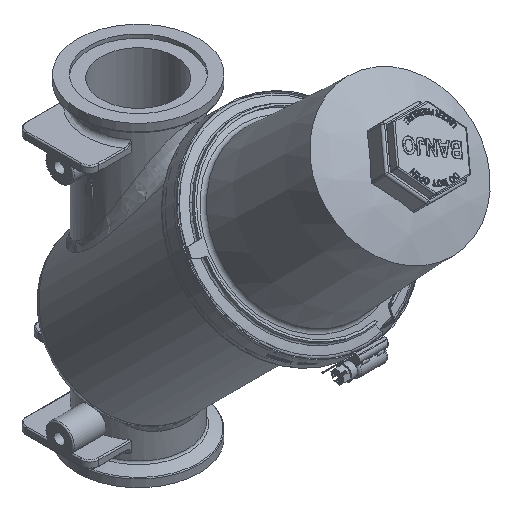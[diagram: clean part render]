
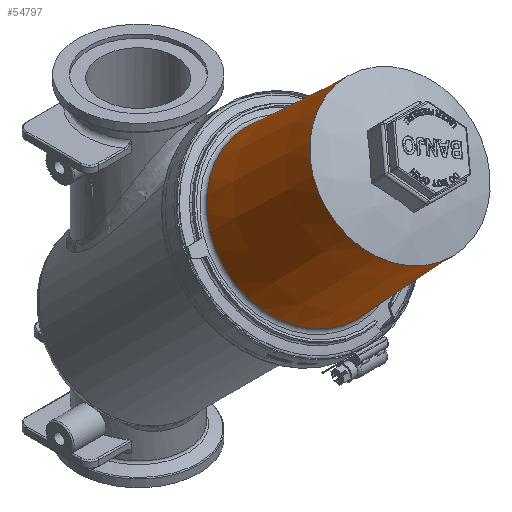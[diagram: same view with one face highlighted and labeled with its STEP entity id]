
A CAD part, isometric view. The second image highlights one B-rep face of the part: STEP entity #54797.
In plain terms, the highlighted conical face has half-angle 2 degrees and reference radius 52.103 mm.
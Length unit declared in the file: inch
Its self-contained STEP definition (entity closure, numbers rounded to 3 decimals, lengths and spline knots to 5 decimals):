
#1798=CONICAL_SURFACE('',#58614,2.05128,0.035);
#6922=CIRCLE('',#58607,2.11462);
#6923=CIRCLE('',#58608,2.11462);
#6928=CIRCLE('',#58613,2.11462);
#6929=CIRCLE('',#58615,1.985);
#6930=CIRCLE('',#58616,1.985);
#9946=FACE_OUTER_BOUND('',#13190,.T.);
#13190=EDGE_LOOP('',(#48091,#48092,#48093,#48094,#48095,#48096,#48097));
#16513=LINE('',#228561,#20129);
#20129=VECTOR('',#67959,2.05128);
#25921=VERTEX_POINT('',#228546);
#25922=VERTEX_POINT('',#228547);
#25923=VERTEX_POINT('',#228549);
#25927=VERTEX_POINT('',#228560);
#25928=VERTEX_POINT('',#228562);
#33466=EDGE_CURVE('',#25921,#25922,#6922,.T.);
#33467=EDGE_CURVE('',#25922,#25923,#6923,.T.);
#33472=EDGE_CURVE('',#25923,#25921,#6928,.T.);
#33473=EDGE_CURVE('',#25922,#25927,#16513,.T.);
#33474=EDGE_CURVE('',#25927,#25928,#6929,.T.);
#33475=EDGE_CURVE('',#25928,#25927,#6930,.T.);
#48091=ORIENTED_EDGE('',*,*,#33466,.F.);
#48092=ORIENTED_EDGE('',*,*,#33472,.F.);
#48093=ORIENTED_EDGE('',*,*,#33467,.F.);
#48094=ORIENTED_EDGE('',*,*,#33473,.T.);
#48095=ORIENTED_EDGE('',*,*,#33474,.T.);
#48096=ORIENTED_EDGE('',*,*,#33475,.T.);
#48097=ORIENTED_EDGE('',*,*,#33473,.F.);
#54797=ADVANCED_FACE('',(#9946),#1798,.T.);
#58607=AXIS2_PLACEMENT_3D('',#228548,#67943,#67944);
#58608=AXIS2_PLACEMENT_3D('',#228550,#67945,#67946);
#58613=AXIS2_PLACEMENT_3D('',#228558,#67955,#67956);
#58614=AXIS2_PLACEMENT_3D('',#228559,#67957,#67958);
#58615=AXIS2_PLACEMENT_3D('',#228563,#67960,#67961);
#58616=AXIS2_PLACEMENT_3D('',#228564,#67962,#67963);
#67943=DIRECTION('center_axis',(0.,1.,0.));
#67944=DIRECTION('ref_axis',(1.,0.,0.));
#67945=DIRECTION('center_axis',(0.,1.,0.));
#67946=DIRECTION('ref_axis',(1.,0.,0.));
#67955=DIRECTION('center_axis',(0.,1.,0.));
#67956=DIRECTION('ref_axis',(1.,0.,0.));
#67957=DIRECTION('center_axis',(0.,1.,0.));
#67958=DIRECTION('ref_axis',(-1.,0.,0.));
#67959=DIRECTION('',(-0.035,-0.999,0.));
#67960=DIRECTION('center_axis',(0.,1.,0.));
#67961=DIRECTION('ref_axis',(1.,0.,0.));
#67962=DIRECTION('center_axis',(0.,1.,0.));
#67963=DIRECTION('ref_axis',(1.,0.,0.));
#228546=CARTESIAN_POINT('',(-2.11462,4.64998,0.));
#228547=CARTESIAN_POINT('',(2.11462,4.64998,0.));
#228548=CARTESIAN_POINT('Origin',(0.,4.64998,0.));
#228549=CARTESIAN_POINT('',(0.,4.64998,-2.11462));
#228550=CARTESIAN_POINT('Origin',(0.,4.64998,0.));
#228558=CARTESIAN_POINT('Origin',(0.,4.64998,0.));
#228559=CARTESIAN_POINT('Origin',(0.,2.83614,0.));
#228560=CARTESIAN_POINT('',(1.985,0.93803,0.));
#228561=CARTESIAN_POINT('',(2.05128,2.83614,0.));
#228562=CARTESIAN_POINT('',(-1.985,0.93803,0.));
#228563=CARTESIAN_POINT('Origin',(0.,0.93803,0.));
#228564=CARTESIAN_POINT('Origin',(0.,0.93803,0.));
